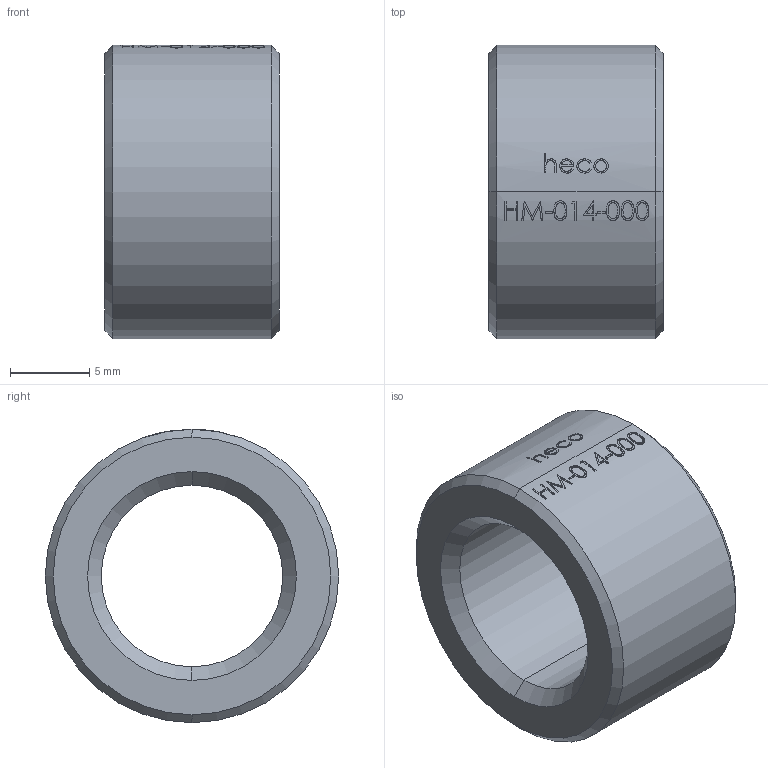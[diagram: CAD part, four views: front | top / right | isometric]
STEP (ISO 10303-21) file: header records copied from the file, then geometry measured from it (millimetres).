
FILE_DESCRIPTION (( 'STEP AP214' ), '1' );
FILE_NAME ('HM-014-000-x halbe Muffe heco.STEP', '2018-05-16T11:33:42', ( '' ), ( '' ), 'SwSTEP 2.0', 'SolidWorks 2016', '' );
FILE_SCHEMA (( 'AUTOMOTIVE_DESIGN' ));
Length unit declared in the file: millimetre
Products named in the file (1): HM-014-000-x halbe Muffe heco
Bounding box: 11 x 18.5 x 18.5 mm (x, y, z)
Volume: 1781.9 mm3; surface area: 1300.2 mm2
Topology: 1 solids, 1 shells, 171 faces, 436 edges, 288 vertices
Faces by surface type: bspline 85, plane 53, cylinder 25, cone 8
Entity records: 13621 total; most frequent: CARTESIAN_POINT 8512, ORIENTED_EDGE 872, EDGE_CURVE 436, DIRECTION 403, VERTEX_POINT 288, B_SPLINE_CURVE_WITH_KNOTS 267, EDGE_LOOP 194, ADVANCED_FACE 171
